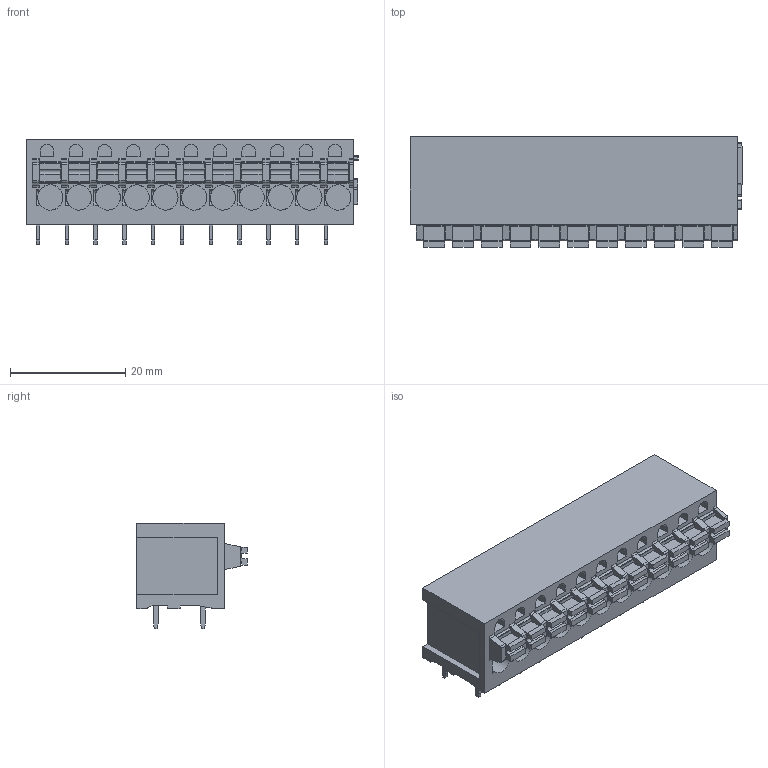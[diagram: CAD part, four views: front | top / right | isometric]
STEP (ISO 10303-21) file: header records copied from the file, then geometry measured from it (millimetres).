
FILE_DESCRIPTION(('CATIA V5 STEP Exchange','CAx-IF Rec.Pracs.--- Model Styling and Organization---1.2---2011-12-15'),'2;1');
FILE_NAME ('D1451186_0', '2018-09-07T10:00:13+00:00', ('none'), ('Weidmueller'), 'CATIA Version 5-6 Release 2014', 'CATIA V5 STEP AP214', 'none');
FILE_SCHEMA(('AUTOMOTIVE_DESIGN { 1 0 10303 214 1 1 1 1 }'));
Length unit declared in the file: millimetre
Products named in the file (1): 1331800000
Bounding box: 57.65 x 19.2 x 18.3 mm (x, y, z)
Volume: 11818 mm3; surface area: 7129.9 mm2
Topology: 34 solids, 34 shells, 766 faces, 2019 edges, 1346 vertices
Faces by surface type: plane 593, cylinder 173
Entity records: 21401 total; most frequent: ORIENTED_EDGE 4038, CARTESIAN_POINT 3893, DIRECTION 2798, EDGE_CURVE 2019, VECTOR 1640, LINE 1640, VERTEX_POINT 1346, EDGE_LOOP 791
